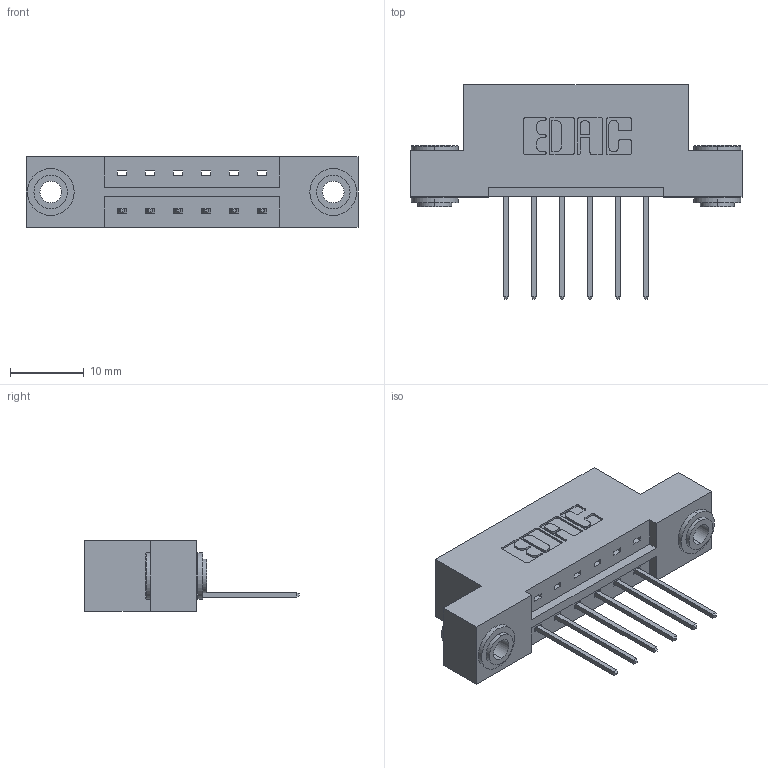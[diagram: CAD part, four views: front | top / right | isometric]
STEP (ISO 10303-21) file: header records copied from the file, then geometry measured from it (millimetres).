
FILE_DESCRIPTION (( 'STEP AP203' ), '1' );
FILE_NAME ('379-006-540-103.STEP', '2020-02-26T13:52:21', ( '' ), ( '' ), 'SwSTEP 2.0', 'SolidWorks 2016', '' );
FILE_SCHEMA (( 'CONFIG_CONTROL_DESIGN' ));
Length unit declared in the file: inch
Products named in the file (4): 379 Part_Flush - .156 Dia - TH; 345-292-001_345-293-140; 379-006-540-103; 345-250-002_345-250-002-102
Assembly tree (9 placements, depth 2):
  379-006-540-103
    379 Part_Flush - .156 Dia - TH
    345-292-001_345-293-140  x6
    345-250-002_345-250-002-102  x2
Bounding box: 45.09 x 29.13 x 9.53 mm (x, y, z)
Volume: 4335.8 mm3; surface area: 4550 mm2
Topology: 9 solids, 9 shells, 500 faces, 1443 edges, 950 vertices
Faces by surface type: plane 332, cylinder 160, cone 8
Entity records: 8992 total; most frequent: CARTESIAN_POINT 1535, ORIENTED_EDGE 1470, DIRECTION 1401, EDGE_CURVE 735, VECTOR 583, LINE 583, VERTEX_POINT 486, AXIS2_PLACEMENT_3D 409
